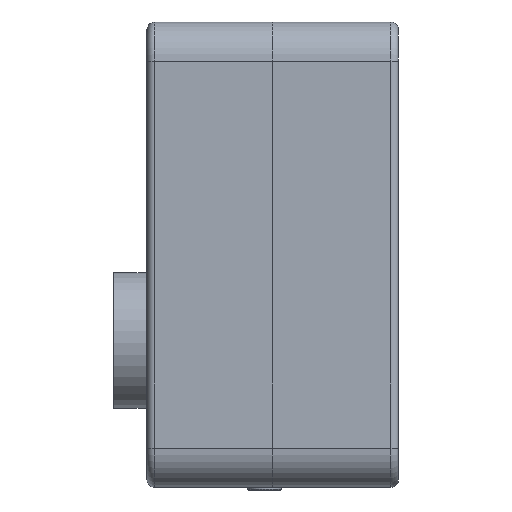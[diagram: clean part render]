
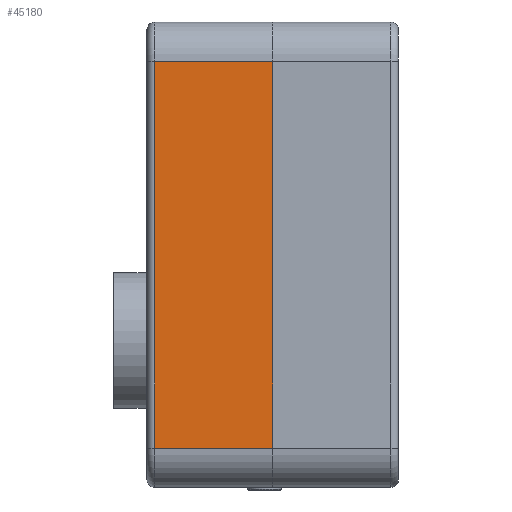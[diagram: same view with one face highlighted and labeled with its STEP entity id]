
A CAD part, left-side view. The second image highlights one B-rep face of the part: STEP entity #45180.
In plain terms, the highlighted planar face has unit normal (-1, 0, 0).
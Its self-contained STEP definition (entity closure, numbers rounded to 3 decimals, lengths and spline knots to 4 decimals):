
#2249=PLANE('',#48919);
#4463=FACE_OUTER_BOUND('',#6977,.T.);
#6977=EDGE_LOOP('',(#39642,#39643,#39644,#39645));
#11306=LINE('',#74392,#15809);
#11372=LINE('',#74702,#15875);
#11373=LINE('',#74705,#15876);
#11381=LINE('',#74731,#15884);
#15809=VECTOR('',#60266,0.3937);
#15875=VECTOR('',#60646,0.3937);
#15876=VECTOR('',#60651,0.3937);
#15884=VECTOR('',#60689,0.3937);
#21389=VERTEX_POINT('',#74389);
#21390=VERTEX_POINT('',#74391);
#21476=VERTEX_POINT('',#74681);
#21477=VERTEX_POINT('',#74698);
#27422=EDGE_CURVE('',#21389,#21390,#11306,.T.);
#27569=EDGE_CURVE('',#21477,#21476,#11372,.T.);
#27570=EDGE_CURVE('',#21476,#21389,#11373,.T.);
#27581=EDGE_CURVE('',#21477,#21390,#11381,.T.);
#39642=ORIENTED_EDGE('',*,*,#27569,.F.);
#39643=ORIENTED_EDGE('',*,*,#27581,.T.);
#39644=ORIENTED_EDGE('',*,*,#27422,.F.);
#39645=ORIENTED_EDGE('',*,*,#27570,.F.);
#45180=ADVANCED_FACE('',(#4463),#2249,.T.);
#48919=AXIS2_PLACEMENT_3D('',#74732,#60690,#60691);
#60266=DIRECTION('',(0.,0.,-1.));
#60646=DIRECTION('',(0.,0.,1.));
#60651=DIRECTION('',(0.,-1.,0.));
#60689=DIRECTION('',(0.,-1.,0.));
#60690=DIRECTION('center_axis',(-1.,0.,
0.));
#60691=DIRECTION('ref_axis',(0.,0.,-1.));
#74389=CARTESIAN_POINT('',(1.7116,0.1949,1.622));
#74391=CARTESIAN_POINT('',(1.7116,0.1949,0.0472));
#74392=CARTESIAN_POINT('',(1.7116,0.1949,1.622));
#74681=CARTESIAN_POINT('',(1.7116,0.6754,1.622));
#74698=CARTESIAN_POINT('',(1.7116,0.6754,0.0472));
#74702=CARTESIAN_POINT('',(1.7116,0.6754,1.2283));
#74705=CARTESIAN_POINT('',(1.7116,0.7067,1.622));
#74731=CARTESIAN_POINT('',(1.7116,0.7067,0.0472));
#74732=CARTESIAN_POINT('Origin',(1.7116,0.7067,1.622));
